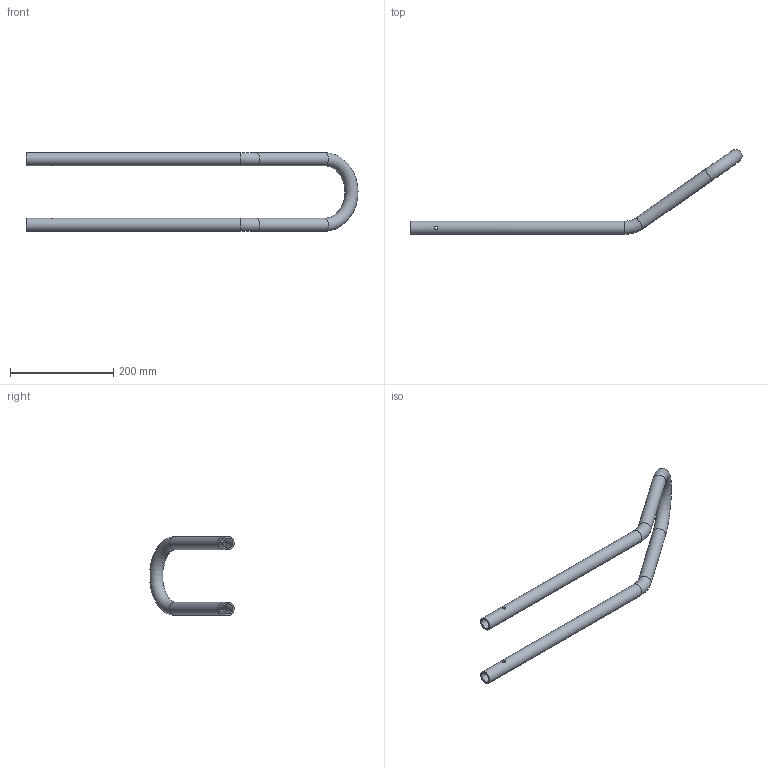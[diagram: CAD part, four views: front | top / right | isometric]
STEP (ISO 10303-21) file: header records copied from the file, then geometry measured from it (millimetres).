
FILE_DESCRIPTION(/* description */ (''),/* implementation_level */ '2;1');
FILE_NAME(/* name */ 'FOOT REST SLIDE.step',/* time_stamp */ '2023-10-23T02:11:24+02:00',/* author */ (''),/* organization */ (''),/* preprocessor_version */ 'ST-DEVELOPER v20',/* originating_system */ 'Autodesk Translation Framework v12.9.0.99',/* authorisation */ '');
FILE_SCHEMA (('AUTOMOTIVE_DESIGN { 1 0 10303 214 3 1 1 }'));
Length unit declared in the file: inch
Products named in the file (1): FOOT REST SLIDE
Bounding box: 642.11 x 163.76 x 152.4 mm (x, y, z)
Volume: 313651 mm3; surface area: 198277.6 mm2
Topology: 1 solids, 1 shells, 20 faces, 60 edges, 40 vertices
Faces by surface type: cylinder 12, torus 6, plane 2
Full cylindrical faces by diameter (mm): 6.35 x4, 19.05 x4, 25.4 x4
Entity records: 1004 total; most frequent: CARTESIAN_POINT 401, ORIENTED_EDGE 120, DIRECTION 116, EDGE_CURVE 60, AXIS2_PLACEMENT_3D 51, VERTEX_POINT 40, CIRCLE 30, EDGE_LOOP 28
